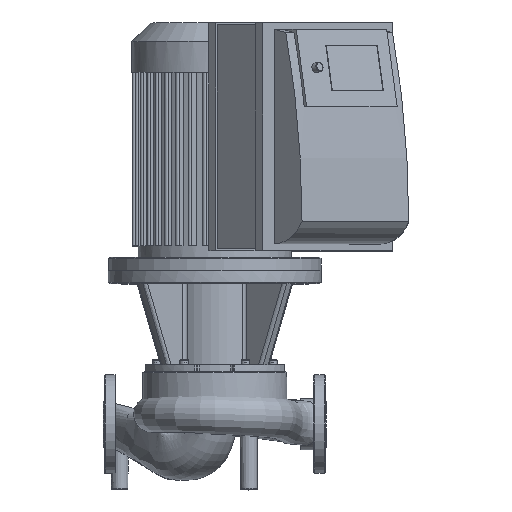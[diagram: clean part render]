
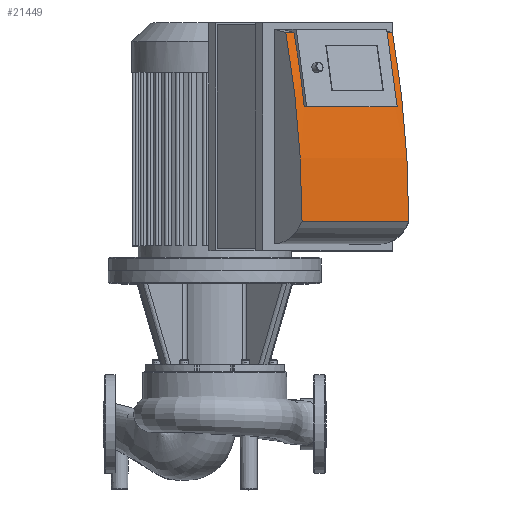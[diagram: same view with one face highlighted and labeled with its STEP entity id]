
A CAD part, top view. The second image highlights one B-rep face of the part: STEP entity #21449.
In plain terms, the highlighted cylindrical face has radius 1202.87 mm (diameter 2405.74 mm), a partial arc.
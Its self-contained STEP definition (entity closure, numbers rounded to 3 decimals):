
#847=CYLINDRICAL_SURFACE($,#23592,1202.871);
#2089=FACE_OUTER_BOUND($,#3558,.T.);
#3558=EDGE_LOOP($,(#19225,#19226,#19227,#19228,#19229,#19230,#19231,#19232));
#5395=LINE($,#54849,#7265);
#5407=LINE($,#54877,#7277);
#5412=LINE($,#54886,#7282);
#5414=LINE($,#54896,#7284);
#7265=VECTOR($,#29572,195.);
#7277=VECTOR($,#29598,17.5);
#7282=VECTOR($,#29605,17.5);
#7284=VECTOR($,#29617,230.);
#8243=CIRCLE($,#23582,1202.871);
#8244=CIRCLE($,#23586,1202.871);
#8246=CIRCLE($,#23591,1202.871);
#8247=CIRCLE($,#23593,1202.871);
#10206=VERTEX_POINT($,#54847);
#10207=VERTEX_POINT($,#54848);
#10210=VERTEX_POINT($,#54856);
#10215=VERTEX_POINT($,#54872);
#10216=VERTEX_POINT($,#54876);
#10219=VERTEX_POINT($,#54884);
#10221=VERTEX_POINT($,#54889);
#10222=VERTEX_POINT($,#54894);
#13209=EDGE_CURVE($,#10206,#10207,#5395,.T.);
#13213=EDGE_CURVE($,#10210,#10206,#8243,.T.);
#13221=EDGE_CURVE($,#10207,#10215,#8244,.T.);
#13223=EDGE_CURVE($,#10216,#10210,#5407,.T.);
#13228=EDGE_CURVE($,#10215,#10219,#5412,.T.);
#13231=EDGE_CURVE($,#10221,#10216,#8246,.T.);
#13232=EDGE_CURVE($,#10219,#10222,#8247,.T.);
#13233=EDGE_CURVE($,#10221,#10222,#5414,.T.);
#19225=ORIENTED_EDGE($,*,*,#13221,.T.);
#19226=ORIENTED_EDGE($,*,*,#13228,.T.);
#19227=ORIENTED_EDGE($,*,*,#13232,.T.);
#19228=ORIENTED_EDGE($,*,*,#13233,.F.);
#19229=ORIENTED_EDGE($,*,*,#13231,.T.);
#19230=ORIENTED_EDGE($,*,*,#13223,.T.);
#19231=ORIENTED_EDGE($,*,*,#13213,.T.);
#19232=ORIENTED_EDGE($,*,*,#13209,.T.);
#21449=ADVANCED_FACE($,(#2089),#847,.T.);
#23582=AXIS2_PLACEMENT_3D($,#54857,#29578,#29579);
#23586=AXIS2_PLACEMENT_3D($,#54873,#29593,#29594);
#23591=AXIS2_PLACEMENT_3D($,#54892,#29611,#29612);
#23592=AXIS2_PLACEMENT_3D($,#54893,#29613,#29614);
#23593=AXIS2_PLACEMENT_3D($,#54895,#29615,#29616);
#29572=DIRECTION($,(-0.707,0.,0.707));
#29578=DIRECTION('center_axis',(0.707,0.,-0.707));
#29579=DIRECTION('ref_axis',(0.707,0.,0.707));
#29593=DIRECTION('center_axis',(-0.707,0.,0.707));
#29594=DIRECTION('ref_axis',(0.707,0.,0.707));
#29598=DIRECTION($,(-0.707,0.,0.707));
#29605=DIRECTION($,(-0.707,0.,0.707));
#29611=DIRECTION('center_axis',(-0.707,0.,0.707));
#29612=DIRECTION('ref_axis',(0.707,0.,0.707));
#29613=DIRECTION('center_axis',(-0.707,0.,0.707));
#29614=DIRECTION('ref_axis',(0.707,0.,0.707));
#29615=DIRECTION('center_axis',(0.707,0.,-0.707));
#29616=DIRECTION('ref_axis',(0.707,0.,0.707));
#29617=DIRECTION($,(-0.707,0.,0.707));
#54847=CARTESIAN_POINT('',(444.128,483.128,306.242));
#54848=CARTESIAN_POINT('',(306.242,483.128,444.128));
#54849=CARTESIAN_POINT($,(375.185,483.128,375.185));
#54856=CARTESIAN_POINT('',(428.448,596.,290.562));
#54857=CARTESIAN_POINT('Origin',(-397.362,307.944,-535.248));
#54872=CARTESIAN_POINT('',(290.562,596.,428.448));
#54873=CARTESIAN_POINT('Origin',(-535.248,307.944,-397.362));
#54876=CARTESIAN_POINT('',(440.822,596.,278.187));
#54877=CARTESIAN_POINT($,(359.505,596.,359.505));
#54884=CARTESIAN_POINT('',(278.187,596.,440.822));
#54886=CARTESIAN_POINT($,(359.505,596.,359.505));
#54889=CARTESIAN_POINT('',(465.571,307.944,302.936));
#54892=CARTESIAN_POINT('Origin',(-384.988,307.944,-547.622));
#54893=CARTESIAN_POINT('Origin',(-466.305,307.944,-466.305));
#54894=CARTESIAN_POINT('',(302.936,307.944,465.571));
#54895=CARTESIAN_POINT('Origin',(-547.622,307.944,-384.988));
#54896=CARTESIAN_POINT($,(384.253,307.944,384.253));
